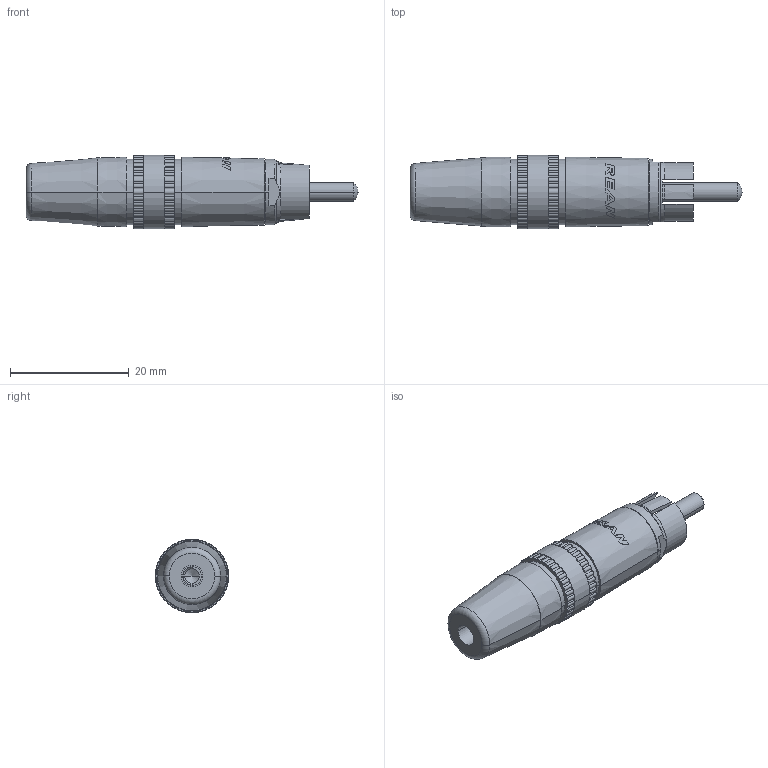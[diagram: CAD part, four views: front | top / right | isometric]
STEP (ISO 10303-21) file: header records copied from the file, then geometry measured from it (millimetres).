
FILE_DESCRIPTION((''),'2;1');
FILE_NAME('NYS373_ASM','2021-04-15T14:34:25',('lwb'),(''),'CREO PARAMETRIC BY PTC INC, 2018050','CREO PARAMETRIC BY PTC INC, 2018050','');
FILE_SCHEMA(('CONFIG_CONTROL_DESIGN'));
Length unit declared in the file: millimetre
Products named in the file (1): NYS373_ASM
Bounding box: 55.9 x 12.4 x 12.4 mm (x, y, z)
Volume: 2995.8 mm3; surface area: 6459.9 mm2
Topology: 2 solids, 9 shells, 680 faces, 1872 edges, 1223 vertices
Faces by surface type: plane 256, cylinder 223, bspline 111, cone 78, torus 10, sphere 2
Entity records: 26179 total; most frequent: CARTESIAN_POINT 9730, ORIENTED_EDGE 3714, DIRECTION 3043, EDGE_CURVE 1868, VERTEX_POINT 1223, AXIS2_PLACEMENT_3D 1158, VECTOR 727, LINE 727
